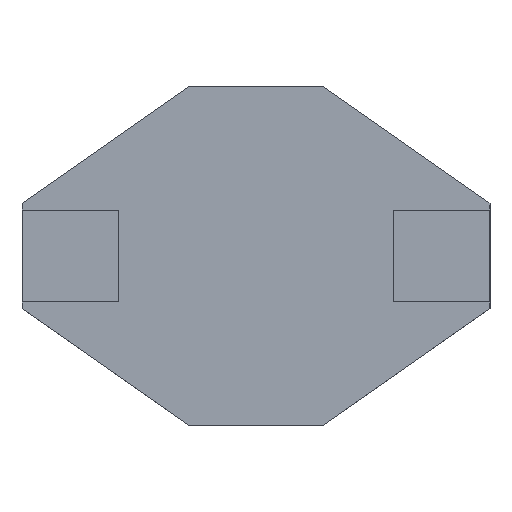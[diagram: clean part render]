
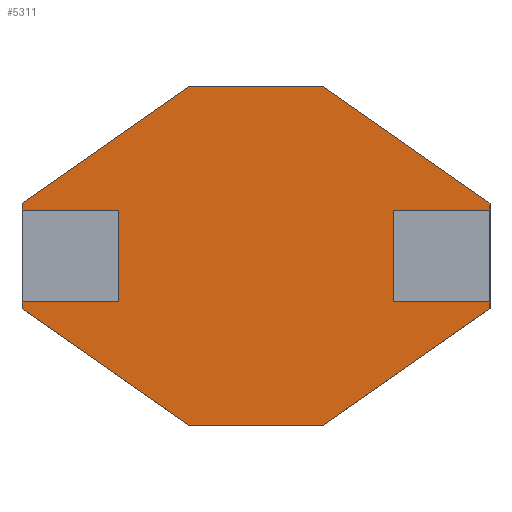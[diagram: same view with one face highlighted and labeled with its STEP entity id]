
A CAD part, top view. The second image highlights one B-rep face of the part: STEP entity #5311.
In plain terms, the highlighted planar face has unit normal (0, 0, 1).
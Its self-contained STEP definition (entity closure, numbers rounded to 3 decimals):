
#25 = ORIENTED_EDGE ( 'NONE', *, *, #2258, .T. ) ;
#107 = ORIENTED_EDGE ( 'NONE', *, *, #1521, .T. ) ;
#156 = LINE ( 'NONE', #4698, #5657 ) ;
#163 = LINE ( 'NONE', #1578, #4967 ) ;
#168 = CARTESIAN_POINT ( 'NONE',  ( 6.475, 4.7, 0. ) ) ;
#199 = DIRECTION ( 'NONE',  ( -1., 0., 0. ) ) ;
#294 = DIRECTION ( 'NONE',  ( 1., 0., 0. ) ) ;
#308 = VERTEX_POINT ( 'NONE', #2366 ) ;
#311 = VECTOR ( 'NONE', #6433, 1000. ) ;
#325 = LINE ( 'NONE', #5330, #4099 ) ;
#347 = CARTESIAN_POINT ( 'NONE',  ( 6.475, -1.46, 0. ) ) ;
#460 = ORIENTED_EDGE ( 'NONE', *, *, #5532, .T. ) ;
#500 = ORIENTED_EDGE ( 'NONE', *, *, #3195, .T. ) ;
#641 = DIRECTION ( 'NONE',  ( 0., 0., 1. ) ) ;
#718 = VECTOR ( 'NONE', #4206, 1000. ) ;
#735 = CARTESIAN_POINT ( 'NONE',  ( -6.475, 4.7, 0. ) ) ;
#801 = DIRECTION ( 'NONE',  ( 0., -1., 0. ) ) ;
#830 = ORIENTED_EDGE ( 'NONE', *, *, #4251, .T. ) ;
#863 = EDGE_CURVE ( 'NONE', #6266, #5469, #2038, .T. ) ;
#870 = VERTEX_POINT ( 'NONE', #5132 ) ;
#914 = CARTESIAN_POINT ( 'NONE',  ( -1.845, 4.7, 0. ) ) ;
#998 = VERTEX_POINT ( 'NONE', #5881 ) ;
#1114 = LINE ( 'NONE', #1223, #4336 ) ;
#1128 = DIRECTION ( 'NONE',  ( -1., 0., 0. ) ) ;
#1156 = EDGE_CURVE ( 'NONE', #5250, #5563, #3888, .T. ) ;
#1220 = VERTEX_POINT ( 'NONE', #6331 ) ;
#1223 = CARTESIAN_POINT ( 'NONE',  ( -6.475, -4.7, 0. ) ) ;
#1273 = ORIENTED_EDGE ( 'NONE', *, *, #1492, .T. ) ;
#1394 = ORIENTED_EDGE ( 'NONE', *, *, #5919, .T. ) ;
#1435 = CARTESIAN_POINT ( 'NONE',  ( -6.475, -1.27, 0. ) ) ;
#1492 = EDGE_CURVE ( 'NONE', #4023, #4041, #5668, .T. ) ;
#1521 = EDGE_CURVE ( 'NONE', #5563, #6266, #5173, .T. ) ;
#1570 = CARTESIAN_POINT ( 'NONE',  ( 6.475, 4.7, 0. ) ) ;
#1578 = CARTESIAN_POINT ( 'NONE',  ( -3.81, -1.27, 0. ) ) ;
#1599 = DIRECTION ( 'NONE',  ( 1., 0., 0. ) ) ;
#1671 = LINE ( 'NONE', #1570, #718 ) ;
#1726 = DIRECTION ( 'NONE',  ( 0., -1., 0. ) ) ;
#1740 = ORIENTED_EDGE ( 'NONE', *, *, #4263, .T. ) ;
#1797 = LINE ( 'NONE', #5249, #4323 ) ;
#1849 = ORIENTED_EDGE ( 'NONE', *, *, #1156, .T. ) ;
#2038 = LINE ( 'NONE', #3535, #2192 ) ;
#2097 = VECTOR ( 'NONE', #5065, 1000. ) ;
#2192 = VECTOR ( 'NONE', #4177, 1000. ) ;
#2258 = EDGE_CURVE ( 'NONE', #2861, #4023, #4678, .T. ) ;
#2366 = CARTESIAN_POINT ( 'NONE',  ( -6.475, -1.46, 0. ) ) ;
#2473 = EDGE_LOOP ( 'NONE', ( #1394, #1740, #3689, #4423, #1849, #107, #5293, #6302, #3565, #2837, #5942, #500, #460, #25, #1273, #830 ) ) ;
#2488 = VECTOR ( 'NONE', #801, 1000. ) ;
#2533 = VERTEX_POINT ( 'NONE', #1435 ) ;
#2542 = PLANE ( 'NONE',  #5502 ) ;
#2650 = CARTESIAN_POINT ( 'NONE',  ( 6.475, 1.46, 0. ) ) ;
#2657 = CARTESIAN_POINT ( 'NONE',  ( -6.475, -1.46, 0. ) ) ;
#2667 = VERTEX_POINT ( 'NONE', #4492 ) ;
#2735 = EDGE_CURVE ( 'NONE', #5469, #998, #2774, .T. ) ;
#2774 = LINE ( 'NONE', #5373, #2488 ) ;
#2837 = ORIENTED_EDGE ( 'NONE', *, *, #6386, .T. ) ;
#2861 = VERTEX_POINT ( 'NONE', #2900 ) ;
#2900 = CARTESIAN_POINT ( 'NONE',  ( 6.475, -1.46, 0. ) ) ;
#3036 = DIRECTION ( 'NONE',  ( -0.819, 0.573, 0. ) ) ;
#3079 = DIRECTION ( 'NONE',  ( 1., 0., 0. ) ) ;
#3144 = LINE ( 'NONE', #2657, #2097 ) ;
#3153 = EDGE_CURVE ( 'NONE', #998, #2533, #163, .T. ) ;
#3195 = EDGE_CURVE ( 'NONE', #870, #4166, #1114, .T. ) ;
#3196 = CARTESIAN_POINT ( 'NONE',  ( -3.81, 1.27, 0. ) ) ;
#3443 = EDGE_CURVE ( 'NONE', #2667, #5250, #5681, .T. ) ;
#3466 = EDGE_CURVE ( 'NONE', #1220, #2667, #5543, .T. ) ;
#3523 = DIRECTION ( 'NONE',  ( -1., 0., 0. ) ) ;
#3535 = CARTESIAN_POINT ( 'NONE',  ( -3.81, 1.27, 0. ) ) ;
#3565 = ORIENTED_EDGE ( 'NONE', *, *, #3153, .T. ) ;
#3662 = DIRECTION ( 'NONE',  ( 0., 1., 0. ) ) ;
#3689 = ORIENTED_EDGE ( 'NONE', *, *, #3466, .T. ) ;
#3706 = CARTESIAN_POINT ( 'NONE',  ( 3.81, 1.27, 0. ) ) ;
#3888 = LINE ( 'NONE', #5435, #311 ) ;
#3927 = DIRECTION ( 'NONE',  ( 0.819, 0.573, 0. ) ) ;
#4023 = VERTEX_POINT ( 'NONE', #6146 ) ;
#4041 = VERTEX_POINT ( 'NONE', #6249 ) ;
#4055 = VERTEX_POINT ( 'NONE', #3706 ) ;
#4099 = VECTOR ( 'NONE', #294, 1000. ) ;
#4105 = CARTESIAN_POINT ( 'NONE',  ( 6.475, 1.27, 0. ) ) ;
#4166 = VERTEX_POINT ( 'NONE', #4770 ) ;
#4177 = DIRECTION ( 'NONE',  ( 1., 0., 0. ) ) ;
#4206 = DIRECTION ( 'NONE',  ( 0., 1., 0. ) ) ;
#4251 = EDGE_CURVE ( 'NONE', #4041, #4055, #156, .T. ) ;
#4263 = EDGE_CURVE ( 'NONE', #4299, #1220, #1671, .T. ) ;
#4299 = VERTEX_POINT ( 'NONE', #4105 ) ;
#4323 = VECTOR ( 'NONE', #6235, 1000. ) ;
#4336 = VECTOR ( 'NONE', #3079, 1000. ) ;
#4423 = ORIENTED_EDGE ( 'NONE', *, *, #3443, .T. ) ;
#4492 = CARTESIAN_POINT ( 'NONE',  ( 1.845, 4.7, 0. ) ) ;
#4678 = LINE ( 'NONE', #168, #5730 ) ;
#4698 = CARTESIAN_POINT ( 'NONE',  ( 3.81, -1.27, 0. ) ) ;
#4757 = VECTOR ( 'NONE', #3523, 1000. ) ;
#4770 = CARTESIAN_POINT ( 'NONE',  ( 1.845, -4.7, 0. ) ) ;
#4829 = VECTOR ( 'NONE', #3927, 1000. ) ;
#4853 = LINE ( 'NONE', #347, #4829 ) ;
#4884 = CARTESIAN_POINT ( 'NONE',  ( -6.475, 1.46, 0. ) ) ;
#4967 = VECTOR ( 'NONE', #199, 1000. ) ;
#5060 = CARTESIAN_POINT ( 'NONE',  ( -6.475, 4.7, 0. ) ) ;
#5065 = DIRECTION ( 'NONE',  ( 0.819, -0.573, 0. ) ) ;
#5132 = CARTESIAN_POINT ( 'NONE',  ( -1.845, -4.7, 0. ) ) ;
#5141 = VECTOR ( 'NONE', #1726, 1000. ) ;
#5171 = VECTOR ( 'NONE', #3036, 1000. ) ;
#5173 = LINE ( 'NONE', #735, #5141 ) ;
#5249 = CARTESIAN_POINT ( 'NONE',  ( -6.475, 4.7, 0. ) ) ;
#5250 = VERTEX_POINT ( 'NONE', #914 ) ;
#5293 = ORIENTED_EDGE ( 'NONE', *, *, #863, .T. ) ;
#5311 = ADVANCED_FACE ( 'NONE', ( #6004 ), #2542, .T. ) ;
#5330 = CARTESIAN_POINT ( 'NONE',  ( 3.81, 1.27, 0. ) ) ;
#5373 = CARTESIAN_POINT ( 'NONE',  ( -3.81, -1.27, 0. ) ) ;
#5435 = CARTESIAN_POINT ( 'NONE',  ( -6.475, 1.46, 0. ) ) ;
#5469 = VERTEX_POINT ( 'NONE', #3196 ) ;
#5502 = AXIS2_PLACEMENT_3D ( 'NONE', #6071, #641, #1599 ) ;
#5532 = EDGE_CURVE ( 'NONE', #4166, #2861, #4853, .T. ) ;
#5543 = LINE ( 'NONE', #2650, #5171 ) ;
#5563 = VERTEX_POINT ( 'NONE', #4884 ) ;
#5657 = VECTOR ( 'NONE', #3662, 1000. ) ;
#5664 = VECTOR ( 'NONE', #1128, 1000. ) ;
#5668 = LINE ( 'NONE', #6260, #5664 ) ;
#5681 = LINE ( 'NONE', #5060, #4757 ) ;
#5730 = VECTOR ( 'NONE', #6186, 1000. ) ;
#5791 = EDGE_CURVE ( 'NONE', #308, #870, #3144, .T. ) ;
#5881 = CARTESIAN_POINT ( 'NONE',  ( -3.81, -1.27, 0. ) ) ;
#5919 = EDGE_CURVE ( 'NONE', #4055, #4299, #325, .T. ) ;
#5937 = CARTESIAN_POINT ( 'NONE',  ( -6.475, 1.27, 0. ) ) ;
#5942 = ORIENTED_EDGE ( 'NONE', *, *, #5791, .T. ) ;
#6004 = FACE_OUTER_BOUND ( 'NONE', #2473, .T. ) ;
#6071 = CARTESIAN_POINT ( 'NONE',  ( 0., 0., 0. ) ) ;
#6146 = CARTESIAN_POINT ( 'NONE',  ( 6.475, -1.27, 0. ) ) ;
#6186 = DIRECTION ( 'NONE',  ( 0., 1., 0. ) ) ;
#6235 = DIRECTION ( 'NONE',  ( 0., -1., 0. ) ) ;
#6249 = CARTESIAN_POINT ( 'NONE',  ( 3.81, -1.27, 0. ) ) ;
#6260 = CARTESIAN_POINT ( 'NONE',  ( 3.81, -1.27, 0. ) ) ;
#6266 = VERTEX_POINT ( 'NONE', #5937 ) ;
#6302 = ORIENTED_EDGE ( 'NONE', *, *, #2735, .T. ) ;
#6331 = CARTESIAN_POINT ( 'NONE',  ( 6.475, 1.46, 0. ) ) ;
#6386 = EDGE_CURVE ( 'NONE', #2533, #308, #1797, .T. ) ;
#6433 = DIRECTION ( 'NONE',  ( -0.819, -0.573, 0. ) ) ;
